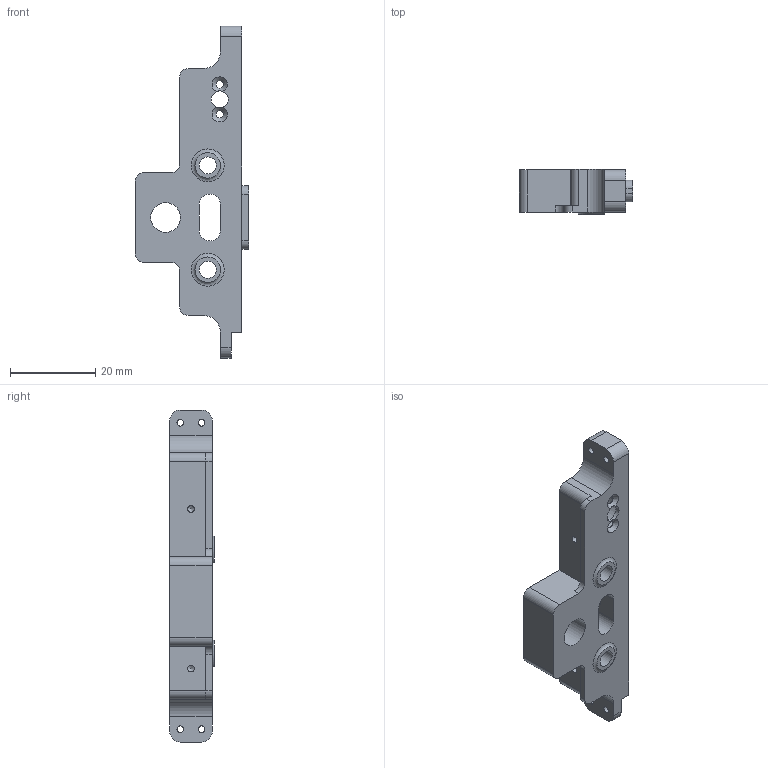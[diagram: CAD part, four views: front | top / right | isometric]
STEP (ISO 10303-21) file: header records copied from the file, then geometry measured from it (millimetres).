
FILE_DESCRIPTION(/* description */ ('','CAx-IF Rec.Pracs.---Representation and Presentation of Product Manufacturing Information (PMI)---4.0---2014-10-13'),/* implementation_level */ '2;1');
FILE_NAME(/* name */ 'MotorBracket.stp',/* time_stamp */ '2021-10-27T18:32:40+09:00',/* author */ ('shiok'),/* organization */ (''),/* preprocessor_version */ 'ST-DEVELOPER v18.1',/* originating_system */ 'Autodesk Inventor 2022',/* authorisation */ '');
FILE_SCHEMA (('AP242_MANAGED_MODEL_BASED_3D_ENGINEERING_MIM_LF { 1 0 10303 442 1 1 4 }'));
Length unit declared in the file: millimetre
Products named in the file (1): MotorBracket
Bounding box: 26.6 x 10.5 x 78 mm (x, y, z)
Volume: 9224.3 mm3; surface area: 5285.1 mm2
Topology: 1 solids, 1 shells, 71 faces, 194 edges, 128 vertices
Faces by surface type: cylinder 34, plane 31, cone 4, torus 2
Full cylindrical faces by diameter (mm): 1.567 x7, 1.8 x2, 4 x3, 7 x1, 10 x1
Entity records: 3137 total; most frequent: CARTESIAN_POINT 638, DIRECTION 486, ORIENTED_EDGE 384, STYLED_ITEM 218, EDGE_CURVE 192, AXIS2_PLACEMENT_3D 188, VERTEX_POINT 128, LINE 110
